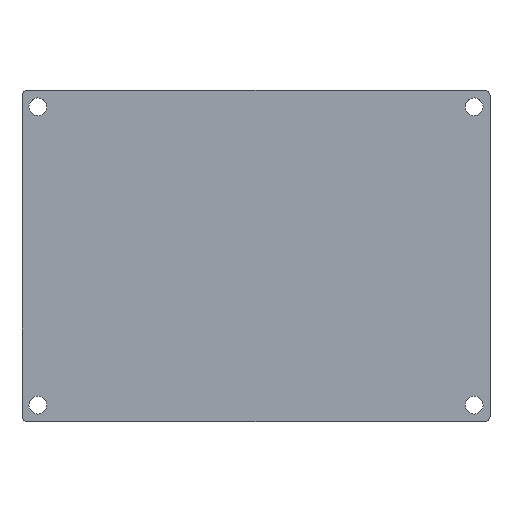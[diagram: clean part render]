
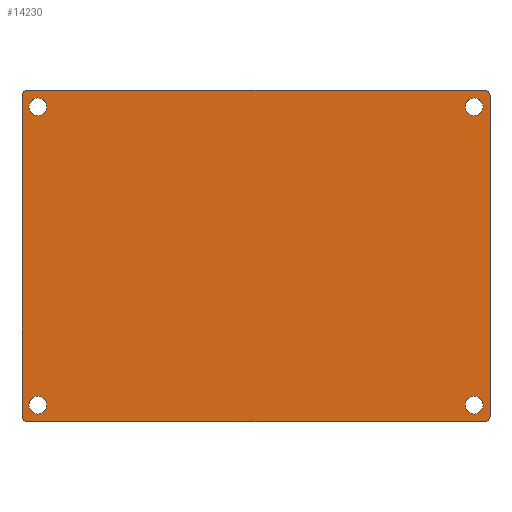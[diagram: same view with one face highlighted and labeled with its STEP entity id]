
A CAD part, top view. The second image highlights one B-rep face of the part: STEP entity #14230.
In plain terms, the highlighted planar face has unit normal (0, 0, 1).
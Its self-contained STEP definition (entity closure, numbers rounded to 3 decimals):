
#86 = AXIS2_PLACEMENT_3D ( 'NONE', #3648, #12876, #4962 ) ;
#153 = CARTESIAN_POINT ( 'NONE',  ( -82.75, 58., 26.5 ) ) ;
#357 = AXIS2_PLACEMENT_3D ( 'NONE', #8703, #800, #10035 ) ;
#456 = ORIENTED_EDGE ( 'NONE', *, *, #16283, .T. ) ;
#644 = DIRECTION ( 'NONE',  ( 1., 0., 0. ) ) ;
#699 = CIRCLE ( 'NONE', #7452, 2. ) ;
#734 = VECTOR ( 'NONE', #15092, 1000. ) ;
#800 = DIRECTION ( 'NONE',  ( 0., 0., 1. ) ) ;
#938 = CARTESIAN_POINT ( 'NONE',  ( 79., 54., 26.5 ) ) ;
#1068 = VERTEX_POINT ( 'NONE', #11898 ) ;
#1072 = ORIENTED_EDGE ( 'NONE', *, *, #13167, .T. ) ;
#1145 = DIRECTION ( 'NONE',  ( 0., 0., 1. ) ) ;
#1374 = FACE_BOUND ( 'NONE', #4087, .T. ) ;
#1485 = DIRECTION ( 'NONE',  ( 1., 0., 0. ) ) ;
#1632 = VERTEX_POINT ( 'NONE', #15255 ) ;
#1716 = CARTESIAN_POINT ( 'NONE',  ( -75.75, -54., 26.5 ) ) ;
#2022 = CARTESIAN_POINT ( 'NONE',  ( 79., -54., 26.5 ) ) ;
#2235 = DIRECTION ( 'NONE',  ( -1., 0., 0. ) ) ;
#2236 = VECTOR ( 'NONE', #7280, 1000. ) ;
#2276 = DIRECTION ( 'NONE',  ( 1., 0., 0. ) ) ;
#2609 = CARTESIAN_POINT ( 'NONE',  ( -82.75, -60., 26.5 ) ) ;
#2646 = CARTESIAN_POINT ( 'NONE',  ( 0., 0., 26.5 ) ) ;
#2795 = CIRCLE ( 'NONE', #10240, 3.25 ) ;
#2841 = VERTEX_POINT ( 'NONE', #15685 ) ;
#2978 = CIRCLE ( 'NONE', #14570, 3.25 ) ;
#3040 = ORIENTED_EDGE ( 'NONE', *, *, #5166, .F. ) ;
#3084 = CIRCLE ( 'NONE', #12607, 2. ) ;
#3162 = CARTESIAN_POINT ( 'NONE',  ( -79., -54., 26.5 ) ) ;
#3222 = VERTEX_POINT ( 'NONE', #16625 ) ;
#3344 = DIRECTION ( 'NONE',  ( 1., 0., 0. ) ) ;
#3453 = ORIENTED_EDGE ( 'NONE', *, *, #12543, .T. ) ;
#3486 = CARTESIAN_POINT ( 'NONE',  ( 82.25, 54., 26.5 ) ) ;
#3544 = EDGE_LOOP ( 'NONE', ( #3040, #13466 ) ) ;
#3648 = CARTESIAN_POINT ( 'NONE',  ( 79., -54., 26.5 ) ) ;
#3899 = VERTEX_POINT ( 'NONE', #2609 ) ;
#3973 = DIRECTION ( 'NONE',  ( 1., 0., 0. ) ) ;
#4087 = EDGE_LOOP ( 'NONE', ( #13689, #4180 ) ) ;
#4180 = ORIENTED_EDGE ( 'NONE', *, *, #14960, .F. ) ;
#4316 = CARTESIAN_POINT ( 'NONE',  ( 82.75, 58., 26.5 ) ) ;
#4415 = VECTOR ( 'NONE', #10118, 1000. ) ;
#4440 = FACE_OUTER_BOUND ( 'NONE', #14208, .T. ) ;
#4473 = DIRECTION ( 'NONE',  ( 1., 0., 0. ) ) ;
#4650 = VERTEX_POINT ( 'NONE', #1716 ) ;
#4709 = VERTEX_POINT ( 'NONE', #13917 ) ;
#4715 = VERTEX_POINT ( 'NONE', #9945 ) ;
#4788 = EDGE_CURVE ( 'NONE', #12123, #14925, #7006, .T. ) ;
#4838 = CARTESIAN_POINT ( 'NONE',  ( -79., 54., 26.5 ) ) ;
#4962 = DIRECTION ( 'NONE',  ( 1., 0., 0. ) ) ;
#5166 = EDGE_CURVE ( 'NONE', #5407, #4650, #13752, .T. ) ;
#5407 = VERTEX_POINT ( 'NONE', #12695 ) ;
#5613 = DIRECTION ( 'NONE',  ( 1., 0., 0. ) ) ;
#5691 = DIRECTION ( 'NONE',  ( 0., 0., 1. ) ) ;
#6139 = DIRECTION ( 'NONE',  ( 1., 0., 0. ) ) ;
#6303 = EDGE_CURVE ( 'NONE', #13232, #3222, #2795, .T. ) ;
#6309 = CIRCLE ( 'NONE', #357, 2. ) ;
#6348 = ORIENTED_EDGE ( 'NONE', *, *, #16507, .T. ) ;
#6777 = CARTESIAN_POINT ( 'NONE',  ( -82.75, 60., 26.5 ) ) ;
#6864 = CARTESIAN_POINT ( 'NONE',  ( -75.75, 54., 26.5 ) ) ;
#6944 = EDGE_CURVE ( 'NONE', #7841, #11765, #699, .T. ) ;
#7006 = CIRCLE ( 'NONE', #8142, 3.25 ) ;
#7028 = EDGE_LOOP ( 'NONE', ( #13257, #14756 ) ) ;
#7053 = EDGE_CURVE ( 'NONE', #3222, #13232, #2978, .T. ) ;
#7085 = EDGE_CURVE ( 'NONE', #4709, #8054, #16201, .T. ) ;
#7213 = DIRECTION ( 'NONE',  ( 0., 0., 1. ) ) ;
#7280 = DIRECTION ( 'NONE',  ( 0., 1., 0. ) ) ;
#7446 = CARTESIAN_POINT ( 'NONE',  ( 84.75, 58., 26.5 ) ) ;
#7452 = AXIS2_PLACEMENT_3D ( 'NONE', #4316, #13560, #5613 ) ;
#7775 = DIRECTION ( 'NONE',  ( 0., 0., 1. ) ) ;
#7841 = VERTEX_POINT ( 'NONE', #7446 ) ;
#7938 = LINE ( 'NONE', #8785, #4415 ) ;
#7962 = FACE_BOUND ( 'NONE', #7028, .T. ) ;
#8054 = VERTEX_POINT ( 'NONE', #15897 ) ;
#8142 = AXIS2_PLACEMENT_3D ( 'NONE', #4838, #14082, #6139 ) ;
#8225 = EDGE_CURVE ( 'NONE', #4650, #5407, #13302, .T. ) ;
#8484 = CARTESIAN_POINT ( 'NONE',  ( -82.25, 54., 26.5 ) ) ;
#8544 = DIRECTION ( 'NONE',  ( 0., 0., 1. ) ) ;
#8691 = AXIS2_PLACEMENT_3D ( 'NONE', #3162, #12384, #4473 ) ;
#8703 = CARTESIAN_POINT ( 'NONE',  ( 82.75, -58., 26.5 ) ) ;
#8785 = CARTESIAN_POINT ( 'NONE',  ( -84.75, 60., 26.5 ) ) ;
#9383 = DIRECTION ( 'NONE',  ( 0., 0., 1. ) ) ;
#9945 = CARTESIAN_POINT ( 'NONE',  ( 84.75, -58., 26.5 ) ) ;
#9961 = EDGE_CURVE ( 'NONE', #11765, #15416, #16971, .T. ) ;
#10035 = DIRECTION ( 'NONE',  ( 1., 0., 0. ) ) ;
#10060 = AXIS2_PLACEMENT_3D ( 'NONE', #2022, #11260, #3344 ) ;
#10118 = DIRECTION ( 'NONE',  ( 0., -1., 0. ) ) ;
#10173 = DIRECTION ( 'NONE',  ( 0., 0., 1. ) ) ;
#10240 = AXIS2_PLACEMENT_3D ( 'NONE', #15146, #7213, #16478 ) ;
#10388 = PLANE ( 'NONE',  #10793 ) ;
#10478 = EDGE_CURVE ( 'NONE', #8054, #4709, #13837, .T. ) ;
#10686 = ORIENTED_EDGE ( 'NONE', *, *, #11300, .T. ) ;
#10793 = AXIS2_PLACEMENT_3D ( 'NONE', #2646, #1145, #3973 ) ;
#10869 = LINE ( 'NONE', #13708, #734 ) ;
#11260 = DIRECTION ( 'NONE',  ( 0., 0., 1. ) ) ;
#11300 = EDGE_CURVE ( 'NONE', #15416, #2841, #3084, .T. ) ;
#11527 = EDGE_LOOP ( 'NONE', ( #12324, #14197 ) ) ;
#11725 = ORIENTED_EDGE ( 'NONE', *, *, #9961, .T. ) ;
#11765 = VERTEX_POINT ( 'NONE', #12605 ) ;
#11898 = CARTESIAN_POINT ( 'NONE',  ( 82.75, -60., 26.5 ) ) ;
#11971 = ORIENTED_EDGE ( 'NONE', *, *, #14541, .T. ) ;
#12123 = VERTEX_POINT ( 'NONE', #8484 ) ;
#12299 = FACE_BOUND ( 'NONE', #11527, .T. ) ;
#12324 = ORIENTED_EDGE ( 'NONE', *, *, #10478, .F. ) ;
#12384 = DIRECTION ( 'NONE',  ( 0., 0., 1. ) ) ;
#12543 = EDGE_CURVE ( 'NONE', #1068, #4715, #6309, .T. ) ;
#12605 = CARTESIAN_POINT ( 'NONE',  ( 82.75, 60., 26.5 ) ) ;
#12607 = AXIS2_PLACEMENT_3D ( 'NONE', #153, #9383, #1485 ) ;
#12695 = CARTESIAN_POINT ( 'NONE',  ( -82.25, -54., 26.5 ) ) ;
#12876 = DIRECTION ( 'NONE',  ( 0., 0., 1. ) ) ;
#13167 = EDGE_CURVE ( 'NONE', #4715, #7841, #15859, .T. ) ;
#13232 = VERTEX_POINT ( 'NONE', #3486 ) ;
#13250 = AXIS2_PLACEMENT_3D ( 'NONE', #16465, #8544, #644 ) ;
#13257 = ORIENTED_EDGE ( 'NONE', *, *, #7053, .F. ) ;
#13302 = CIRCLE ( 'NONE', #13250, 3.25 ) ;
#13462 = VECTOR ( 'NONE', #2235, 1000. ) ;
#13466 = ORIENTED_EDGE ( 'NONE', *, *, #8225, .F. ) ;
#13560 = DIRECTION ( 'NONE',  ( 0., 0., 1. ) ) ;
#13628 = CARTESIAN_POINT ( 'NONE',  ( -79., 54., 26.5 ) ) ;
#13689 = ORIENTED_EDGE ( 'NONE', *, *, #4788, .F. ) ;
#13708 = CARTESIAN_POINT ( 'NONE',  ( -84.75, -60., 26.5 ) ) ;
#13752 = CIRCLE ( 'NONE', #8691, 3.25 ) ;
#13837 = CIRCLE ( 'NONE', #10060, 3.25 ) ;
#13874 = CARTESIAN_POINT ( 'NONE',  ( 84.75, 60., 26.5 ) ) ;
#13917 = CARTESIAN_POINT ( 'NONE',  ( 82.25, -54., 26.5 ) ) ;
#14082 = DIRECTION ( 'NONE',  ( 0., 0., 1. ) ) ;
#14197 = ORIENTED_EDGE ( 'NONE', *, *, #7085, .F. ) ;
#14208 = EDGE_LOOP ( 'NONE', ( #11971, #3453, #1072, #15408, #11725, #10686, #456, #6348 ) ) ;
#14230 = ADVANCED_FACE ( 'NONE', ( #14989, #1374, #4440, #7962, #12299 ), #10388, .T. ) ;
#14541 = EDGE_CURVE ( 'NONE', #3899, #1068, #10869, .T. ) ;
#14570 = AXIS2_PLACEMENT_3D ( 'NONE', #938, #10173, #2276 ) ;
#14756 = ORIENTED_EDGE ( 'NONE', *, *, #6303, .F. ) ;
#14757 = CIRCLE ( 'NONE', #16112, 2. ) ;
#14767 = CIRCLE ( 'NONE', #16308, 3.25 ) ;
#14925 = VERTEX_POINT ( 'NONE', #6864 ) ;
#14960 = EDGE_CURVE ( 'NONE', #14925, #12123, #14767, .T. ) ;
#14969 = DIRECTION ( 'NONE',  ( 1., 0., 0. ) ) ;
#14989 = FACE_BOUND ( 'NONE', #3544, .T. ) ;
#15092 = DIRECTION ( 'NONE',  ( 1., 0., 0. ) ) ;
#15146 = CARTESIAN_POINT ( 'NONE',  ( 79., 54., 26.5 ) ) ;
#15255 = CARTESIAN_POINT ( 'NONE',  ( -84.75, -58., 26.5 ) ) ;
#15408 = ORIENTED_EDGE ( 'NONE', *, *, #6944, .T. ) ;
#15416 = VERTEX_POINT ( 'NONE', #6777 ) ;
#15685 = CARTESIAN_POINT ( 'NONE',  ( -84.75, 58., 26.5 ) ) ;
#15694 = CARTESIAN_POINT ( 'NONE',  ( -82.75, -58., 26.5 ) ) ;
#15859 = LINE ( 'NONE', #13874, #2236 ) ;
#15897 = CARTESIAN_POINT ( 'NONE',  ( 75.75, -54., 26.5 ) ) ;
#16112 = AXIS2_PLACEMENT_3D ( 'NONE', #15694, #7775, #17035 ) ;
#16201 = CIRCLE ( 'NONE', #86, 3.25 ) ;
#16283 = EDGE_CURVE ( 'NONE', #2841, #1632, #7938, .T. ) ;
#16308 = AXIS2_PLACEMENT_3D ( 'NONE', #13628, #5691, #14969 ) ;
#16465 = CARTESIAN_POINT ( 'NONE',  ( -79., -54., 26.5 ) ) ;
#16478 = DIRECTION ( 'NONE',  ( 1., 0., 0. ) ) ;
#16507 = EDGE_CURVE ( 'NONE', #1632, #3899, #14757, .T. ) ;
#16625 = CARTESIAN_POINT ( 'NONE',  ( 75.75, 54., 26.5 ) ) ;
#16710 = CARTESIAN_POINT ( 'NONE',  ( -84.75, 60., 26.5 ) ) ;
#16971 = LINE ( 'NONE', #16710, #13462 ) ;
#17035 = DIRECTION ( 'NONE',  ( 1., 0., 0. ) ) ;
